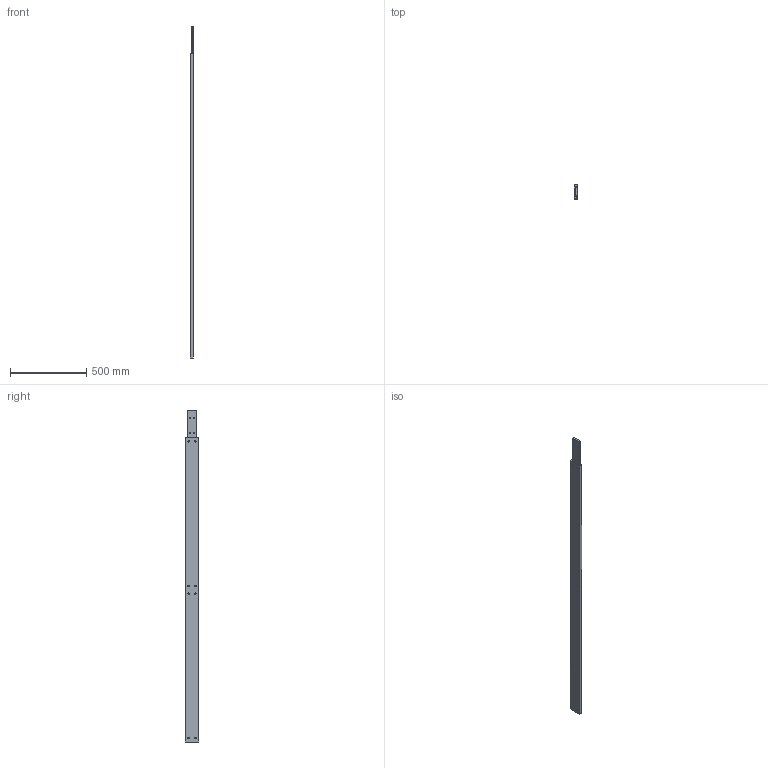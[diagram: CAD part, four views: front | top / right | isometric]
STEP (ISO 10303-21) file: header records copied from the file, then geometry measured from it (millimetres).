
FILE_DESCRIPTION (( 'STEP AP214' ), '1' );
FILE_NAME ('owst90-2000.STEP', '2021-11-29T09:08:04', ( '' ), ( '' ), 'SwSTEP 2.0', 'SolidWorks 2020', '' );
FILE_SCHEMA (( 'AUTOMOTIVE_DESIGN' ));
Length unit declared in the file: millimetre
Products named in the file (3): zensko90_2000; masko90_2000; owst90-2000
Assembly tree (2 placements, depth 2):
  owst90-2000
    masko90_2000
    zensko90_2000
Bounding box: 23 x 90 x 2180.96 mm (x, y, z)
Volume: 3315528 mm3; surface area: 793758.2 mm2
Topology: 2 solids, 2 shells, 80 faces, 212 edges, 136 vertices
Faces by surface type: cylinder 44, plane 20, cone 16
Entity records: 2702 total; most frequent: DIRECTION 486, CARTESIAN_POINT 433, ORIENTED_EDGE 424, EDGE_CURVE 212, AXIS2_PLACEMENT_3D 189, VERTEX_POINT 136, EDGE_LOOP 120, LINE 108
